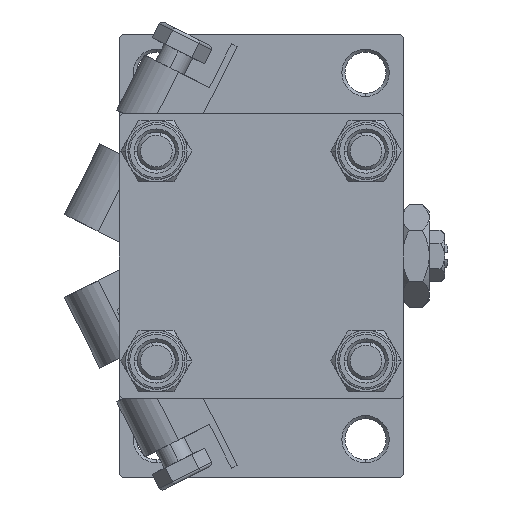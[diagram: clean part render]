
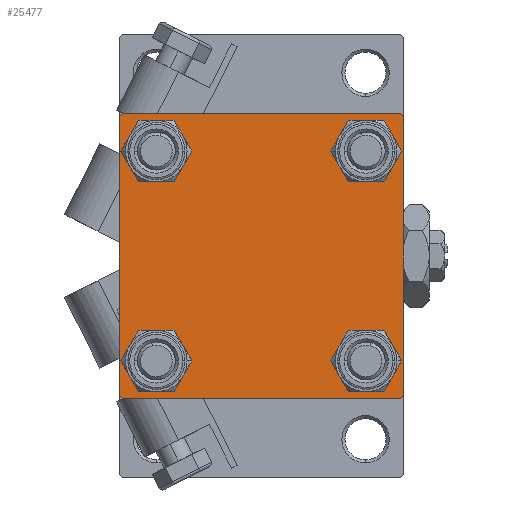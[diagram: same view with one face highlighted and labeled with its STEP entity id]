
A CAD part, left-side view. The second image highlights one B-rep face of the part: STEP entity #25477.
In plain terms, the highlighted planar face has unit normal (-1, 0, 0).
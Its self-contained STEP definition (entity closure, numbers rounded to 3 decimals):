
#1041 = DIRECTION ( 'NONE',  ( 0., -1., 0. ) ) ;
#1401 = DIRECTION ( 'NONE',  ( 0., 0., -1. ) ) ;
#1714 = EDGE_LOOP ( 'NONE', ( #23262, #39492 ) ) ;
#1752 = DIRECTION ( 'NONE',  ( 0., 0., 1. ) ) ;
#2015 = LINE ( 'NONE', #25562, #27586 ) ;
#2269 = LINE ( 'NONE', #33442, #26451 ) ;
#2276 = CIRCLE ( 'NONE', #16028, 3.5 ) ;
#2519 = DIRECTION ( 'NONE',  ( 0., 0., 1. ) ) ;
#3018 = PLANE ( 'NONE',  #15488 ) ;
#3066 = CARTESIAN_POINT ( 'NONE',  ( 0., 22.5, 22.5 ) ) ;
#3192 = VERTEX_POINT ( 'NONE', #33733 ) ;
#3483 = EDGE_LOOP ( 'NONE', ( #44620, #30380, #37129, #45620, #43984, #16855, #42851, #31081 ) ) ;
#3559 = EDGE_CURVE ( 'NONE', #27263, #26359, #46901, .T. ) ;
#3633 = CARTESIAN_POINT ( 'NONE',  ( 0., 22.5, -22. ) ) ;
#4001 = CARTESIAN_POINT ( 'NONE',  ( 0., 16.6, -13.1 ) ) ;
#5218 = CIRCLE ( 'NONE', #40010, 3.5 ) ;
#5303 = DIRECTION ( 'NONE',  ( 0., 0.707, 0.707 ) ) ;
#5420 = CIRCLE ( 'NONE', #40222, 3.5 ) ;
#5899 = VECTOR ( 'NONE', #43099, 1000. ) ;
#7083 = DIRECTION ( 'NONE',  ( 0., 0., 1. ) ) ;
#7164 = CIRCLE ( 'NONE', #29828, 3.5 ) ;
#7543 = EDGE_CURVE ( 'NONE', #40034, #12212, #7892, .T. ) ;
#7595 = CARTESIAN_POINT ( 'NONE',  ( 0., 0., 0. ) ) ;
#7857 = CARTESIAN_POINT ( 'NONE',  ( 0., -22., -22.5 ) ) ;
#7892 = LINE ( 'NONE', #3066, #17358 ) ;
#8150 = CARTESIAN_POINT ( 'NONE',  ( 0., 22., -22.5 ) ) ;
#8261 = VERTEX_POINT ( 'NONE', #10949 ) ;
#9028 = EDGE_CURVE ( 'NONE', #37550, #8261, #36129, .T. ) ;
#9168 = LINE ( 'NONE', #43885, #28271 ) ;
#9531 = DIRECTION ( 'NONE',  ( 0., 0., 1. ) ) ;
#9918 = DIRECTION ( 'NONE',  ( 0., -0.707, 0.707 ) ) ;
#10183 = VECTOR ( 'NONE', #1401, 1000. ) ;
#10893 = DIRECTION ( 'NONE',  ( -1., 0., 0. ) ) ;
#10949 = CARTESIAN_POINT ( 'NONE',  ( 0., -22.5, -22. ) ) ;
#11600 = VECTOR ( 'NONE', #9918, 1000. ) ;
#11747 = DIRECTION ( 'NONE',  ( 1., 0., 0. ) ) ;
#12212 = VERTEX_POINT ( 'NONE', #3633 ) ;
#12258 = CARTESIAN_POINT ( 'NONE',  ( 0., 22.5, 22. ) ) ;
#12860 = ORIENTED_EDGE ( 'NONE', *, *, #28336, .T. ) ;
#12939 = DIRECTION ( 'NONE',  ( 0., -0.707, -0.707 ) ) ;
#12972 = EDGE_CURVE ( 'NONE', #3192, #31255, #5420, .T. ) ;
#13174 = CARTESIAN_POINT ( 'NONE',  ( 0., -16.6, -16.6 ) ) ;
#13636 = AXIS2_PLACEMENT_3D ( 'NONE', #36986, #29376, #2519 ) ;
#13759 = CARTESIAN_POINT ( 'NONE',  ( 0., -22., 22.5 ) ) ;
#15287 = CARTESIAN_POINT ( 'NONE',  ( 0., 16.6, -16.6 ) ) ;
#15488 = AXIS2_PLACEMENT_3D ( 'NONE', #7595, #10893, #42050 ) ;
#15641 = VERTEX_POINT ( 'NONE', #27164 ) ;
#15793 = DIRECTION ( 'NONE',  ( 0., 0., 1. ) ) ;
#16028 = AXIS2_PLACEMENT_3D ( 'NONE', #15287, #11747, #15793 ) ;
#16338 = EDGE_CURVE ( 'NONE', #28256, #28682, #35378, .T. ) ;
#16855 = ORIENTED_EDGE ( 'NONE', *, *, #42479, .T. ) ;
#17271 = EDGE_LOOP ( 'NONE', ( #38541, #39790 ) ) ;
#17358 = VECTOR ( 'NONE', #26375, 1000. ) ;
#18002 = LINE ( 'NONE', #48435, #11600 ) ;
#18207 = EDGE_CURVE ( 'NONE', #31255, #3192, #2276, .T. ) ;
#18722 = FACE_OUTER_BOUND ( 'NONE', #3483, .T. ) ;
#19170 = EDGE_CURVE ( 'NONE', #38690, #25819, #7164, .T. ) ;
#19425 = DIRECTION ( 'NONE',  ( 0., 0., 1. ) ) ;
#20855 = CARTESIAN_POINT ( 'NONE',  ( 0., 16.6, 16.6 ) ) ;
#21115 = VECTOR ( 'NONE', #5303, 1000. ) ;
#21278 = VERTEX_POINT ( 'NONE', #38953 ) ;
#21613 = EDGE_CURVE ( 'NONE', #31826, #45614, #9168, .T. ) ;
#21683 = DIRECTION ( 'NONE',  ( 1., 0., 0. ) ) ;
#22638 = CIRCLE ( 'NONE', #29126, 3.5 ) ;
#22699 = CARTESIAN_POINT ( 'NONE',  ( 0., 16.6, 13.1 ) ) ;
#23262 = ORIENTED_EDGE ( 'NONE', *, *, #36410, .T. ) ;
#24298 = LINE ( 'NONE', #24549, #21115 ) ;
#24387 = EDGE_CURVE ( 'NONE', #12212, #31826, #2015, .T. ) ;
#24549 = CARTESIAN_POINT ( 'NONE',  ( 0., -22.25, 22.25 ) ) ;
#24958 = ORIENTED_EDGE ( 'NONE', *, *, #16338, .T. ) ;
#25282 = CIRCLE ( 'NONE', #49574, 3.5 ) ;
#25477 = ADVANCED_FACE ( 'NONE', ( #30637, #45365, #50166, #41558, #18722 ), #3018, .T. ) ;
#25517 = EDGE_LOOP ( 'NONE', ( #24958, #12860 ) ) ;
#25562 = CARTESIAN_POINT ( 'NONE',  ( 0., 22.25, -22.25 ) ) ;
#25819 = VERTEX_POINT ( 'NONE', #22699 ) ;
#26359 = VERTEX_POINT ( 'NONE', #13759 ) ;
#26375 = DIRECTION ( 'NONE',  ( 0., 0., -1. ) ) ;
#26451 = VECTOR ( 'NONE', #28372, 1000. ) ;
#26757 = CARTESIAN_POINT ( 'NONE',  ( 0., -16.6, 13.1 ) ) ;
#27164 = CARTESIAN_POINT ( 'NONE',  ( 0., -16.6, -20.1 ) ) ;
#27263 = VERTEX_POINT ( 'NONE', #28362 ) ;
#27586 = VECTOR ( 'NONE', #12939, 1000. ) ;
#28066 = ORIENTED_EDGE ( 'NONE', *, *, #19170, .T. ) ;
#28256 = VERTEX_POINT ( 'NONE', #40802 ) ;
#28271 = VECTOR ( 'NONE', #1041, 1000. ) ;
#28336 = EDGE_CURVE ( 'NONE', #28682, #28256, #35475, .T. ) ;
#28357 = CARTESIAN_POINT ( 'NONE',  ( 0., 22.5, 22.5 ) ) ;
#28362 = CARTESIAN_POINT ( 'NONE',  ( 0., 22., 22.5 ) ) ;
#28373 = EDGE_CURVE ( 'NONE', #27263, #40034, #2269, .T. ) ;
#28372 = DIRECTION ( 'NONE',  ( 0., 0.707, -0.707 ) ) ;
#28461 = DIRECTION ( 'NONE',  ( 1., 0., 0. ) ) ;
#28682 = VERTEX_POINT ( 'NONE', #26757 ) ;
#28896 = DIRECTION ( 'NONE',  ( 1., 0., 0. ) ) ;
#29126 = AXIS2_PLACEMENT_3D ( 'NONE', #13174, #47647, #1752 ) ;
#29376 = DIRECTION ( 'NONE',  ( 1., 0., 0. ) ) ;
#29828 = AXIS2_PLACEMENT_3D ( 'NONE', #43752, #43506, #9531 ) ;
#30380 = ORIENTED_EDGE ( 'NONE', *, *, #24387, .T. ) ;
#30637 = FACE_BOUND ( 'NONE', #25517, .T. ) ;
#31081 = ORIENTED_EDGE ( 'NONE', *, *, #28373, .T. ) ;
#31255 = VERTEX_POINT ( 'NONE', #4001 ) ;
#31808 = ORIENTED_EDGE ( 'NONE', *, *, #45863, .T. ) ;
#31826 = VERTEX_POINT ( 'NONE', #8150 ) ;
#31966 = DIRECTION ( 'NONE',  ( 0., 0., 1. ) ) ;
#33109 = DIRECTION ( 'NONE',  ( 0., 0., 1. ) ) ;
#33442 = CARTESIAN_POINT ( 'NONE',  ( 0., 22.25, 22.25 ) ) ;
#33733 = CARTESIAN_POINT ( 'NONE',  ( 0., 16.6, -20.1 ) ) ;
#35378 = CIRCLE ( 'NONE', #37808, 3.5 ) ;
#35475 = CIRCLE ( 'NONE', #13636, 3.5 ) ;
#36129 = LINE ( 'NONE', #43741, #10183 ) ;
#36410 = EDGE_CURVE ( 'NONE', #21278, #15641, #22638, .T. ) ;
#36906 = CARTESIAN_POINT ( 'NONE',  ( 0., -16.6, -16.6 ) ) ;
#36986 = CARTESIAN_POINT ( 'NONE',  ( 0., -16.6, 16.6 ) ) ;
#36991 = DIRECTION ( 'NONE',  ( 1., 0., 0. ) ) ;
#37129 = ORIENTED_EDGE ( 'NONE', *, *, #21613, .T. ) ;
#37499 = CARTESIAN_POINT ( 'NONE',  ( 0., 16.6, -16.6 ) ) ;
#37550 = VERTEX_POINT ( 'NONE', #40350 ) ;
#37808 = AXIS2_PLACEMENT_3D ( 'NONE', #47937, #28896, #31966 ) ;
#38541 = ORIENTED_EDGE ( 'NONE', *, *, #18207, .T. ) ;
#38690 = VERTEX_POINT ( 'NONE', #46085 ) ;
#38953 = CARTESIAN_POINT ( 'NONE',  ( 0., -16.6, -13.1 ) ) ;
#39492 = ORIENTED_EDGE ( 'NONE', *, *, #49502, .T. ) ;
#39790 = ORIENTED_EDGE ( 'NONE', *, *, #12972, .T. ) ;
#40010 = AXIS2_PLACEMENT_3D ( 'NONE', #36906, #21683, #33109 ) ;
#40034 = VERTEX_POINT ( 'NONE', #12258 ) ;
#40177 = EDGE_LOOP ( 'NONE', ( #28066, #31808 ) ) ;
#40222 = AXIS2_PLACEMENT_3D ( 'NONE', #37499, #36991, #7083 ) ;
#40350 = CARTESIAN_POINT ( 'NONE',  ( 0., -22.5, 22. ) ) ;
#40802 = CARTESIAN_POINT ( 'NONE',  ( 0., -16.6, 20.1 ) ) ;
#41558 = FACE_BOUND ( 'NONE', #40177, .T. ) ;
#42050 = DIRECTION ( 'NONE',  ( 0., 0., 1. ) ) ;
#42479 = EDGE_CURVE ( 'NONE', #37550, #26359, #24298, .T. ) ;
#42851 = ORIENTED_EDGE ( 'NONE', *, *, #3559, .F. ) ;
#43099 = DIRECTION ( 'NONE',  ( 0., -1., 0. ) ) ;
#43506 = DIRECTION ( 'NONE',  ( 1., 0., 0. ) ) ;
#43741 = CARTESIAN_POINT ( 'NONE',  ( 0., -22.5, 22.5 ) ) ;
#43752 = CARTESIAN_POINT ( 'NONE',  ( 0., 16.6, 16.6 ) ) ;
#43885 = CARTESIAN_POINT ( 'NONE',  ( 0., 22.5, -22.5 ) ) ;
#43984 = ORIENTED_EDGE ( 'NONE', *, *, #9028, .F. ) ;
#44620 = ORIENTED_EDGE ( 'NONE', *, *, #7543, .T. ) ;
#45365 = FACE_BOUND ( 'NONE', #1714, .T. ) ;
#45614 = VERTEX_POINT ( 'NONE', #7857 ) ;
#45620 = ORIENTED_EDGE ( 'NONE', *, *, #46275, .T. ) ;
#45863 = EDGE_CURVE ( 'NONE', #25819, #38690, #25282, .T. ) ;
#46085 = CARTESIAN_POINT ( 'NONE',  ( 0., 16.6, 20.1 ) ) ;
#46275 = EDGE_CURVE ( 'NONE', #45614, #8261, #18002, .T. ) ;
#46901 = LINE ( 'NONE', #28357, #5899 ) ;
#47647 = DIRECTION ( 'NONE',  ( 1., 0., 0. ) ) ;
#47937 = CARTESIAN_POINT ( 'NONE',  ( 0., -16.6, 16.6 ) ) ;
#48435 = CARTESIAN_POINT ( 'NONE',  ( 0., -22.25, -22.25 ) ) ;
#49502 = EDGE_CURVE ( 'NONE', #15641, #21278, #5218, .T. ) ;
#49574 = AXIS2_PLACEMENT_3D ( 'NONE', #20855, #28461, #19425 ) ;
#50166 = FACE_BOUND ( 'NONE', #17271, .T. ) ;
